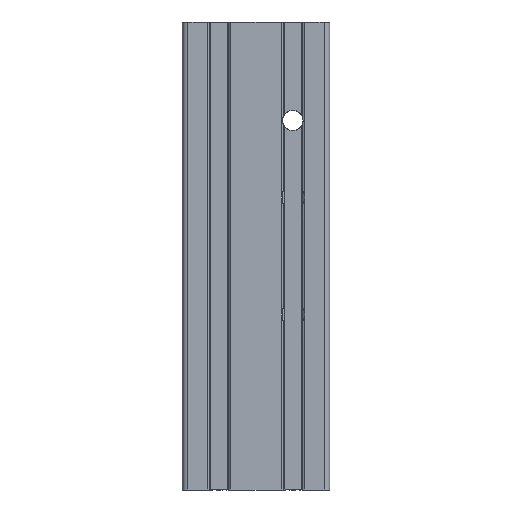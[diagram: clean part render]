
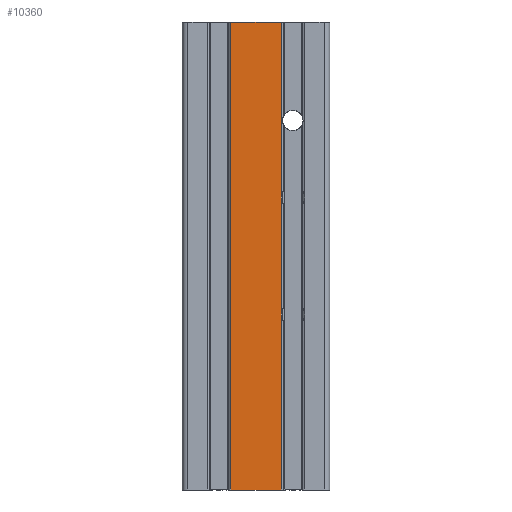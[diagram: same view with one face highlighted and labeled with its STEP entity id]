
A CAD part, front view. The second image highlights one B-rep face of the part: STEP entity #10360.
In plain terms, the highlighted planar face has unit normal (0, -1, 0).
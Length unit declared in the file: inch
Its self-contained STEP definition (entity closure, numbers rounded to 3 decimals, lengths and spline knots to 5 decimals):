
#328 = ORIENTED_EDGE ( 'NONE', *, *, #12510, .F. ) ;
#2563 = LINE ( 'NONE', #8777, #19694 ) ;
#2649 = LINE ( 'NONE', #6309, #3251 ) ;
#3251 = VECTOR ( 'NONE', #17331, 39.37008 ) ;
#3457 = VERTEX_POINT ( 'NONE', #7102 ) ;
#3642 = CARTESIAN_POINT ( 'NONE',  ( 0.39369, -0.3937, -3.125 ) ) ;
#3833 = VERTEX_POINT ( 'NONE', #14970 ) ;
#3851 = LINE ( 'NONE', #19525, #8712 ) ;
#3941 = CARTESIAN_POINT ( 'NONE',  ( -0.27016, -0.3937, 0. ) ) ;
#4049 = ORIENTED_EDGE ( 'NONE', *, *, #9154, .F. ) ;
#4246 = LINE ( 'NONE', #9268, #13667 ) ;
#4612 = CIRCLE ( 'NONE', #8319, 0.125 ) ;
#4899 = DIRECTION ( 'NONE',  ( 0., -1., 0. ) ) ;
#5160 = EDGE_LOOP ( 'NONE', ( #328, #10186, #4049, #8205, #8893, #19288, #8469, #14884 ) ) ;
#5269 = DIRECTION ( 'NONE',  ( 0., 0., -1. ) ) ;
#5602 = CARTESIAN_POINT ( 'NONE',  ( 0.39369, -0.3937, -1.875 ) ) ;
#5765 = CARTESIAN_POINT ( 'NONE',  ( 0., -0.3937, 0. ) ) ;
#5982 = VERTEX_POINT ( 'NONE', #13026 ) ;
#6309 = CARTESIAN_POINT ( 'NONE',  ( 0.27016, -0.3937, -78.74016 ) ) ;
#7102 = CARTESIAN_POINT ( 'NONE',  ( 0.27016, -0.3937, -3.10593 ) ) ;
#7263 = DIRECTION ( 'NONE',  ( 0., 0., -1. ) ) ;
#7343 = EDGE_CURVE ( 'NONE', #18667, #18810, #2563, .T. ) ;
#7516 = DIRECTION ( 'NONE',  ( 0., 0., 1. ) ) ;
#7682 = FACE_OUTER_BOUND ( 'NONE', #5160, .T. ) ;
#8205 = ORIENTED_EDGE ( 'NONE', *, *, #7343, .T. ) ;
#8319 = AXIS2_PLACEMENT_3D ( 'NONE', #5602, #16671, #7263 ) ;
#8469 = ORIENTED_EDGE ( 'NONE', *, *, #11980, .F. ) ;
#8485 = VERTEX_POINT ( 'NONE', #10399 ) ;
#8712 = VECTOR ( 'NONE', #10237, 39.37008 ) ;
#8777 = CARTESIAN_POINT ( 'NONE',  ( -0.27016, -0.3937, -78.74016 ) ) ;
#8893 = ORIENTED_EDGE ( 'NONE', *, *, #20147, .T. ) ;
#9154 = EDGE_CURVE ( 'NONE', #18667, #5982, #11218, .T. ) ;
#9268 = CARTESIAN_POINT ( 'NONE',  ( 0.27016, -0.3937, -78.74016 ) ) ;
#10110 = CIRCLE ( 'NONE', #16444, 0.125 ) ;
#10113 = EDGE_CURVE ( 'NONE', #3833, #5982, #12724, .T. ) ;
#10186 = ORIENTED_EDGE ( 'NONE', *, *, #10113, .T. ) ;
#10237 = DIRECTION ( 'NONE',  ( 1., 0., 0. ) ) ;
#10360 = ADVANCED_FACE ( 'NONE', ( #7682 ), #17500, .T. ) ;
#10399 = CARTESIAN_POINT ( 'NONE',  ( 0.27016, -0.3937, -3.14407 ) ) ;
#10453 = VERTEX_POINT ( 'NONE', #19305 ) ;
#10855 = DIRECTION ( 'NONE',  ( 0., 0., 1. ) ) ;
#11218 = LINE ( 'NONE', #5765, #16869 ) ;
#11238 = VECTOR ( 'NONE', #7516, 39.37008 ) ;
#11343 = CARTESIAN_POINT ( 'NONE',  ( -0.27016, -0.3937, 0. ) ) ;
#11980 = EDGE_CURVE ( 'NONE', #3457, #8485, #10110, .T. ) ;
#12138 = AXIS2_PLACEMENT_3D ( 'NONE', #11343, #4899, #16038 ) ;
#12510 = EDGE_CURVE ( 'NONE', #3833, #10453, #4612, .T. ) ;
#12721 = EDGE_CURVE ( 'NONE', #13956, #8485, #2649, .T. ) ;
#12724 = LINE ( 'NONE', #16928, #11238 ) ;
#13026 = CARTESIAN_POINT ( 'NONE',  ( 0.27016, -0.3937, 0. ) ) ;
#13079 = CARTESIAN_POINT ( 'NONE',  ( 0.27016, -0.3937, -5. ) ) ;
#13667 = VECTOR ( 'NONE', #10855, 39.37008 ) ;
#13710 = DIRECTION ( 'NONE',  ( 1., 0., 0. ) ) ;
#13956 = VERTEX_POINT ( 'NONE', #13079 ) ;
#14813 = DIRECTION ( 'NONE',  ( 0., -1., 0. ) ) ;
#14884 = ORIENTED_EDGE ( 'NONE', *, *, #14992, .T. ) ;
#14970 = CARTESIAN_POINT ( 'NONE',  ( 0.27016, -0.3937, -1.85593 ) ) ;
#14992 = EDGE_CURVE ( 'NONE', #3457, #10453, #4246, .T. ) ;
#16038 = DIRECTION ( 'NONE',  ( 0., 0., -1. ) ) ;
#16444 = AXIS2_PLACEMENT_3D ( 'NONE', #3642, #14813, #5269 ) ;
#16671 = DIRECTION ( 'NONE',  ( 0., -1., 0. ) ) ;
#16869 = VECTOR ( 'NONE', #13710, 39.37008 ) ;
#16928 = CARTESIAN_POINT ( 'NONE',  ( 0.27016, -0.3937, -78.74016 ) ) ;
#17331 = DIRECTION ( 'NONE',  ( 0., 0., 1. ) ) ;
#17500 = PLANE ( 'NONE',  #12138 ) ;
#18667 = VERTEX_POINT ( 'NONE', #3941 ) ;
#18810 = VERTEX_POINT ( 'NONE', #20392 ) ;
#19288 = ORIENTED_EDGE ( 'NONE', *, *, #12721, .T. ) ;
#19305 = CARTESIAN_POINT ( 'NONE',  ( 0.27016, -0.3937, -1.89407 ) ) ;
#19525 = CARTESIAN_POINT ( 'NONE',  ( -84.60453, -0.3937, -5. ) ) ;
#19672 = DIRECTION ( 'NONE',  ( 0., 0., -1. ) ) ;
#19694 = VECTOR ( 'NONE', #19672, 39.37008 ) ;
#20147 = EDGE_CURVE ( 'NONE', #18810, #13956, #3851, .T. ) ;
#20392 = CARTESIAN_POINT ( 'NONE',  ( -0.27016, -0.3937, -5. ) ) ;
